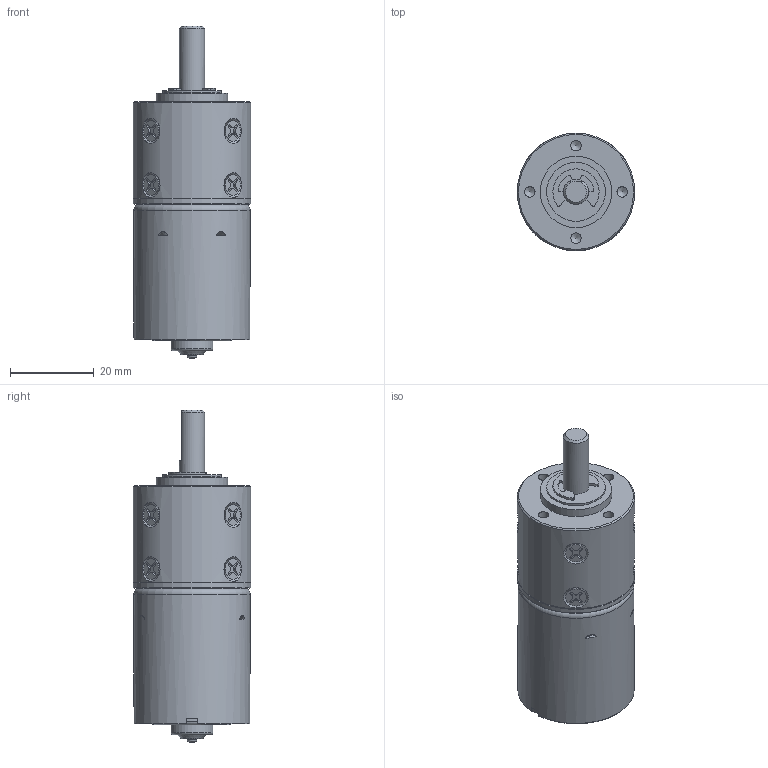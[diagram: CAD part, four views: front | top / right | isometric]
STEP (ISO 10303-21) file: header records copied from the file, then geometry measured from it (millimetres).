
FILE_DESCRIPTION(/* description */ ('Unknown'),/* implementation_level */ '2;1');
FILE_NAME(/* name */ 'PBTI2832',/* time_stamp */ '2023-03-14T17:50:16+01:00',/* author */ ('Unknown'),/* organization */ ('Unknown'),/* preprocessor_version */ 'ST-DEVELOPER v18.1',/* originating_system */ 'Solid Edge',/* authorisation */ 'Unknown');
FILE_SCHEMA (('AUTOMOTIVE_DESIGN {1 0 10303 214 3 1 1}'));
Products named in the file (1): PBTI2832
Bounding box: 28 x 28 x 79.1 mm (x, y, z)
Volume: 23763.5 mm3; surface area: 21558.7 mm2
Topology: 3 solids, 15 shells, 1770 faces, 4884 edges, 3147 vertices
Faces by surface type: plane 776, cylinder 595, torus 204, sphere 112, bspline 50, cone 33
Full cylindrical faces by diameter (mm): 1 x1, 2.05 x2, 2.3 x3, 2.5 x5, 2.8 x2, 3.2 x2, 3.8 x2, 4 x4, 4.6 x1, 6 x2, 6.3 x3, 6.9 x1, 8.9 x2, 9 x3, 10 x3, 11 x1, 12.5 x1, 14 x1, 17 x1, 22.4 x2, 24.4 x1, 26.3 x1, 27.7 x1, 28 x2
Entity records: 60251 total; most frequent: CARTESIAN_POINT 16812, ORIENTED_EDGE 9422, DIRECTION 8587, EDGE_CURVE 4714, AXIS2_PLACEMENT_3D 3222, VERTEX_POINT 3098, LINE 2143, VECTOR 2143
